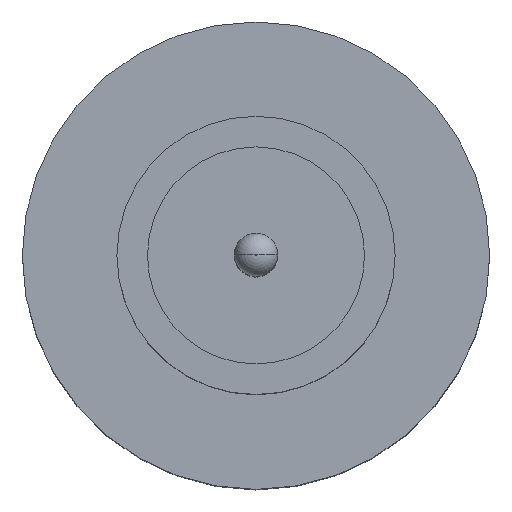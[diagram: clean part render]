
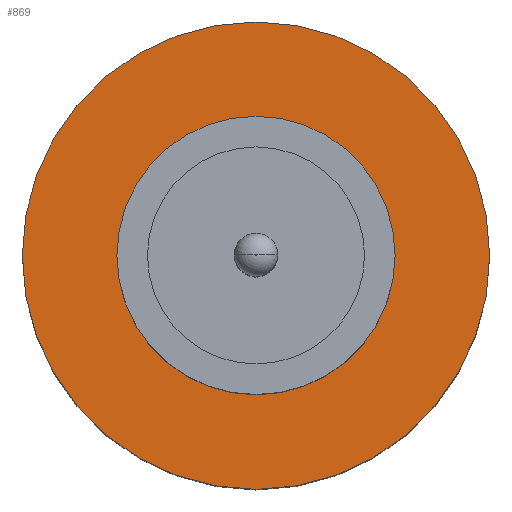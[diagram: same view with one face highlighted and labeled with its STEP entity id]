
A CAD part, top view. The second image highlights one B-rep face of the part: STEP entity #869.
In plain terms, the highlighted planar face has unit normal (0, 0, 1).
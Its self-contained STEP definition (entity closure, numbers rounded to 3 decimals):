
#1 = AXIS2_PLACEMENT_3D ( 'NONE', #834, #467, #410 ) ;
#28 = CARTESIAN_POINT ( 'NONE',  ( -1.25, 0., 1.55 ) ) ;
#71 = AXIS2_PLACEMENT_3D ( 'NONE', #328, #820, #470 ) ;
#87 = CIRCLE ( 'NONE', #487, 1.25 ) ;
#97 = DIRECTION ( 'NONE',  ( 1., 0., 0. ) ) ;
#167 = DIRECTION ( 'NONE',  ( 0., 0., 1. ) ) ;
#173 = CIRCLE ( 'NONE', #71, 2.1 ) ;
#181 = CARTESIAN_POINT ( 'NONE',  ( 2.1, 0., 1.55 ) ) ;
#195 = PLANE ( 'NONE',  #1 ) ;
#229 = ORIENTED_EDGE ( 'NONE', *, *, #239, .F. ) ;
#239 = EDGE_CURVE ( 'NONE', #619, #505, #444, .T. ) ;
#249 = FACE_BOUND ( 'NONE', #832, .T. ) ;
#259 = ORIENTED_EDGE ( 'NONE', *, *, #781, .T. ) ;
#287 = ORIENTED_EDGE ( 'NONE', *, *, #651, .T. ) ;
#318 = CARTESIAN_POINT ( 'NONE',  ( -2.1, 0., 1.55 ) ) ;
#328 = CARTESIAN_POINT ( 'NONE',  ( 0., 0., 1.55 ) ) ;
#410 = DIRECTION ( 'NONE',  ( 1., 0., 0. ) ) ;
#444 = CIRCLE ( 'NONE', #637, 1.25 ) ;
#460 = DIRECTION ( 'NONE',  ( 1., 0., 0. ) ) ;
#467 = DIRECTION ( 'NONE',  ( 0., 0., 1. ) ) ;
#468 = FACE_OUTER_BOUND ( 'NONE', #565, .T. ) ;
#470 = DIRECTION ( 'NONE',  ( 1., 0., 0. ) ) ;
#487 = AXIS2_PLACEMENT_3D ( 'NONE', #739, #745, #97 ) ;
#505 = VERTEX_POINT ( 'NONE', #652 ) ;
#511 = ORIENTED_EDGE ( 'NONE', *, *, #567, .F. ) ;
#565 = EDGE_LOOP ( 'NONE', ( #259, #287 ) ) ;
#567 = EDGE_CURVE ( 'NONE', #505, #619, #87, .T. ) ;
#568 = DIRECTION ( 'NONE',  ( 1., 0., 0. ) ) ;
#572 = CARTESIAN_POINT ( 'NONE',  ( 0., 0., 1.55 ) ) ;
#619 = VERTEX_POINT ( 'NONE', #28 ) ;
#637 = AXIS2_PLACEMENT_3D ( 'NONE', #572, #646, #568 ) ;
#639 = VERTEX_POINT ( 'NONE', #318 ) ;
#646 = DIRECTION ( 'NONE',  ( 0., 0., 1. ) ) ;
#651 = EDGE_CURVE ( 'NONE', #879, #639, #725, .T. ) ;
#652 = CARTESIAN_POINT ( 'NONE',  ( 1.25, 0., 1.55 ) ) ;
#725 = CIRCLE ( 'NONE', #750, 2.1 ) ;
#739 = CARTESIAN_POINT ( 'NONE',  ( 0., 0., 1.55 ) ) ;
#745 = DIRECTION ( 'NONE',  ( 0., 0., 1. ) ) ;
#750 = AXIS2_PLACEMENT_3D ( 'NONE', #809, #167, #460 ) ;
#781 = EDGE_CURVE ( 'NONE', #639, #879, #173, .T. ) ;
#809 = CARTESIAN_POINT ( 'NONE',  ( 0., 0., 1.55 ) ) ;
#820 = DIRECTION ( 'NONE',  ( 0., 0., 1. ) ) ;
#832 = EDGE_LOOP ( 'NONE', ( #511, #229 ) ) ;
#834 = CARTESIAN_POINT ( 'NONE',  ( 0., 0., 1.55 ) ) ;
#869 = ADVANCED_FACE ( 'NONE', ( #249, #468 ), #195, .T. ) ;
#879 = VERTEX_POINT ( 'NONE', #181 ) ;
